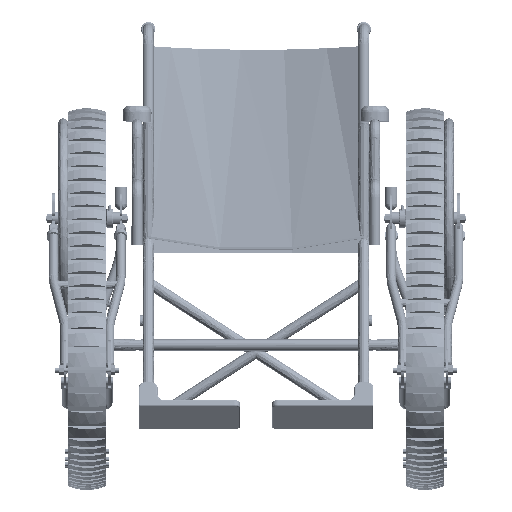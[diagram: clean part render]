
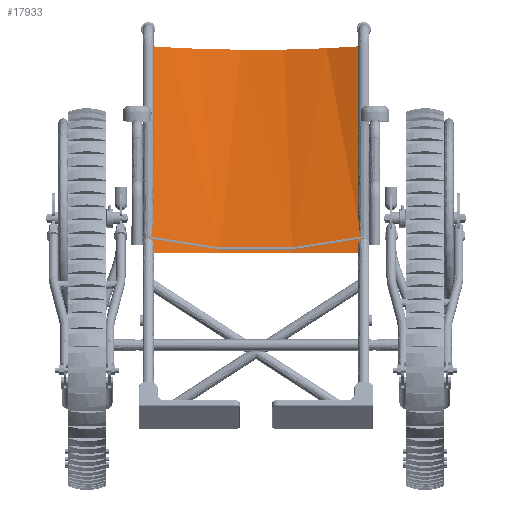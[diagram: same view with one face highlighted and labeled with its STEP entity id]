
A CAD part, top view. The second image highlights one B-rep face of the part: STEP entity #17933.
In plain terms, the highlighted free-form (B-spline) face has degree [3, 1] with [18, 2] control points.
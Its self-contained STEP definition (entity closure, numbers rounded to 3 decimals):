
#17833 = EDGE_CURVE('',#17834,#17836,#17838,.T.);
#17834 = VERTEX_POINT('',#17835);
#17835 = CARTESIAN_POINT('',(-0.166,1470.803,
    -1503.823));
#17836 = VERTEX_POINT('',#17837);
#17837 = CARTESIAN_POINT('',(-645.729,1470.833,
    -1503.638));
#17838 = ( BOUNDED_CURVE() B_SPLINE_CURVE(2,(#17839,#17840,#17841),
.UNSPECIFIED.,.F.,.F.) B_SPLINE_CURVE_WITH_KNOTS((3,3),(5.848,
6.718),.PIECEWISE_BEZIER_KNOTS.) CURVE() 
GEOMETRIC_REPRESENTATION_ITEM() RATIONAL_B_SPLINE_CURVE((1.,
0.907,1.)) REPRESENTATION_ITEM('') );
#17839 = CARTESIAN_POINT('',(-0.166,1470.803,
    -1503.823));
#17840 = CARTESIAN_POINT('',(-322.991,1446.817,
    -1651.706));
#17841 = CARTESIAN_POINT('',(-645.729,1470.833,
    -1503.638));
#17871 = EDGE_CURVE('',#17872,#17874,#17876,.T.);
#17872 = VERTEX_POINT('',#17873);
#17873 = CARTESIAN_POINT('',(-638.887,865.133,
    -1430.219));
#17874 = VERTEX_POINT('',#17875);
#17875 = CARTESIAN_POINT('',(-7.022,865.103,
    -1430.4));
#17876 = ( BOUNDED_CURVE() B_SPLINE_CURVE(2,(#17877,#17878,#17879),
.UNSPECIFIED.,.F.,.F.) B_SPLINE_CURVE_WITH_KNOTS((3,3),(2.907,
3.376),.PIECEWISE_BEZIER_KNOTS.) CURVE() 
GEOMETRIC_REPRESENTATION_ITEM() RATIONAL_B_SPLINE_CURVE((1.,
0.973,1.)) REPRESENTATION_ITEM('') );
#17877 = CARTESIAN_POINT('',(-638.887,865.133,
    -1430.219));
#17878 = CARTESIAN_POINT('',(-322.976,865.118,
    -1505.689));
#17879 = CARTESIAN_POINT('',(-7.022,865.103,
    -1430.4));
#17910 = EDGE_CURVE('',#17872,#17836,#17911,.T.);
#17911 = B_SPLINE_CURVE_WITH_KNOTS('',1,(#17912,#17913),.UNSPECIFIED.,
  .F.,.F.,(2,2),(-208.488,208.488),
  .PIECEWISE_BEZIER_KNOTS.);
#17912 = CARTESIAN_POINT('',(-638.887,865.133,
    -1430.219));
#17913 = CARTESIAN_POINT('',(-645.729,1470.833,
    -1503.638));
#17933 = ADVANCED_FACE('',(#17934),#17944,.T.);
#17934 = FACE_BOUND('',#17935,.T.);
#17935 = EDGE_LOOP('',(#17936,#17937,#17942,#17943));
#17936 = ORIENTED_EDGE('',*,*,#17871,.T.);
#17937 = ORIENTED_EDGE('',*,*,#17938,.T.);
#17938 = EDGE_CURVE('',#17874,#17834,#17939,.T.);
#17939 = B_SPLINE_CURVE_WITH_KNOTS('',1,(#17940,#17941),.UNSPECIFIED.,
  .F.,.F.,(2,2),(-208.488,208.488),
  .PIECEWISE_BEZIER_KNOTS.);
#17940 = CARTESIAN_POINT('',(-7.022,865.103,
    -1430.4));
#17941 = CARTESIAN_POINT('',(-0.166,1470.803,
    -1503.823));
#17942 = ORIENTED_EDGE('',*,*,#17833,.T.);
#17943 = ORIENTED_EDGE('',*,*,#17910,.F.);
#17944 = B_SPLINE_SURFACE_WITH_KNOTS('',3,1,(
    (#17945,#17946)
    ,(#17947,#17948)
    ,(#17949,#17950)
    ,(#17951,#17952)
    ,(#17953,#17954)
    ,(#17955,#17956)
    ,(#17957,#17958)
    ,(#17959,#17960)
    ,(#17961,#17962)
    ,(#17963,#17964)
    ,(#17965,#17966)
    ,(#17967,#17968)
    ,(#17969,#17970)
    ,(#17971,#17972)
    ,(#17973,#17974)
    ,(#17975,#17976)
    ,(#17977,#17978)
    ,(#17979,#17980
    )),.UNSPECIFIED.,.F.,.F.,.F.,(4,2,2,2,2,2,2,2,4),(2,2),(0.,0.125,
    0.25,0.375,0.5,0.625,0.75,0.875,1.),(0.,1.),.UNSPECIFIED.);
#17945 = CARTESIAN_POINT('',(-638.887,865.133,
    -1430.219));
#17946 = CARTESIAN_POINT('',(-645.729,1470.833,
    -1503.638));
#17947 = CARTESIAN_POINT('',(-613.279,865.132,
    -1436.336));
#17948 = CARTESIAN_POINT('',(-621.336,1469.018,
    -1514.829));
#17949 = CARTESIAN_POINT('',(-587.407,865.13,
    -1441.731));
#17950 = CARTESIAN_POINT('',(-596.06,1467.388,
    -1524.88));
#17951 = CARTESIAN_POINT('',(-535.257,865.128,
    -1451.022));
#17952 = CARTESIAN_POINT('',(-544.084,1464.55,
    -1542.375));
#17953 = CARTESIAN_POINT('',(-508.978,865.127,
    -1454.917));
#17954 = CARTESIAN_POINT('',(-517.385,1463.343,
    -1549.819));
#17955 = CARTESIAN_POINT('',(-456.147,865.124,
    -1461.17));
#17956 = CARTESIAN_POINT('',(-462.991,1461.393,
    -1561.841));
#17957 = CARTESIAN_POINT('',(-429.594,865.123,
    -1463.526));
#17958 = CARTESIAN_POINT('',(-435.295,1460.65,
    -1566.42));
#17959 = CARTESIAN_POINT('',(-376.349,865.121,
    -1466.677));
#17960 = CARTESIAN_POINT('',(-379.389,1459.656,
    -1572.55));
#17961 = CARTESIAN_POINT('',(-349.657,865.119,
    -1467.47));
#17962 = CARTESIAN_POINT('',(-351.179,1459.404,
    -1574.1));
#17963 = CARTESIAN_POINT('',(-296.273,865.117,
    -1467.485));
#17964 = CARTESIAN_POINT('',(-294.757,1459.402,
    -1574.117));
#17965 = CARTESIAN_POINT('',(-269.581,865.116,
    -1466.707));
#17966 = CARTESIAN_POINT('',(-266.546,1459.65,
    -1572.582));
#17967 = CARTESIAN_POINT('',(-216.334,865.113,
    -1463.588));
#17968 = CARTESIAN_POINT('',(-210.637,1460.639,
    -1566.485));
#17969 = CARTESIAN_POINT('',(-189.78,865.112,
    -1461.246));
#17970 = CARTESIAN_POINT('',(-182.938,1461.38,
    -1561.922));
#17971 = CARTESIAN_POINT('',(-136.945,865.11,
    -1455.024));
#17972 = CARTESIAN_POINT('',(-128.537,1463.325,
    -1549.93));
#17973 = CARTESIAN_POINT('',(-110.664,865.108,
    -1451.143));
#17974 = CARTESIAN_POINT('',(-101.834,1464.529,
    -1542.502));
#17975 = CARTESIAN_POINT('',(-58.508,865.106,
    -1441.883));
#17976 = CARTESIAN_POINT('',(-49.848,1467.362,
    -1525.037));
#17977 = CARTESIAN_POINT('',(-32.633,865.105,
    -1436.502));
#17978 = CARTESIAN_POINT('',(-24.565,1468.99,
    -1515.));
#17979 = CARTESIAN_POINT('',(-7.022,865.103,
    -1430.4));
#17980 = CARTESIAN_POINT('',(-0.166,1470.803,
    -1503.823));
